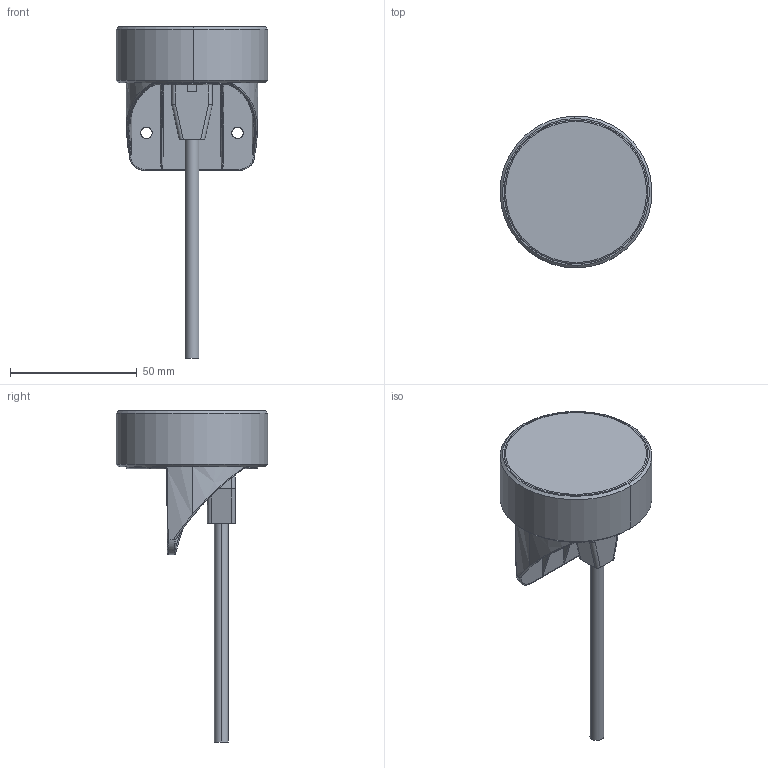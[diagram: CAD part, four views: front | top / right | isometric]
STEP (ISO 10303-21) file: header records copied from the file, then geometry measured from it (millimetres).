
FILE_DESCRIPTION (( 'STEP AP214' ), '1' );
FILE_NAME ('M6.STEP', '2018-01-17T01:08:05', ( '微软用户' ), ( '微软中国' ), 'SwSTEP 2.0', 'SolidWorks 2010', '' );
FILE_SCHEMA (( 'AUTOMOTIVE_DESIGN' ));
Length unit declared in the file: millimetre
Products named in the file (1): M6
Bounding box: 59.98 x 59.98 x 131.1 mm (x, y, z)
Surface area: 19950 mm2 (no closed solid volume)
Topology: 0 solids, 4 shells, 143 faces, 400 edges, 262 vertices
Faces by surface type: cylinder 42, plane 36, cone 31, bspline 22, torus 12
Entity records: 9720 total; most frequent: CARTESIAN_POINT 4692, ORIENTED_EDGE 696, DIRECTION 683, EDGE_CURVE 398, AXIS2_PLACEMENT_3D 263, VERTEX_POINT 262, EDGE_LOOP 159, VECTOR 157
